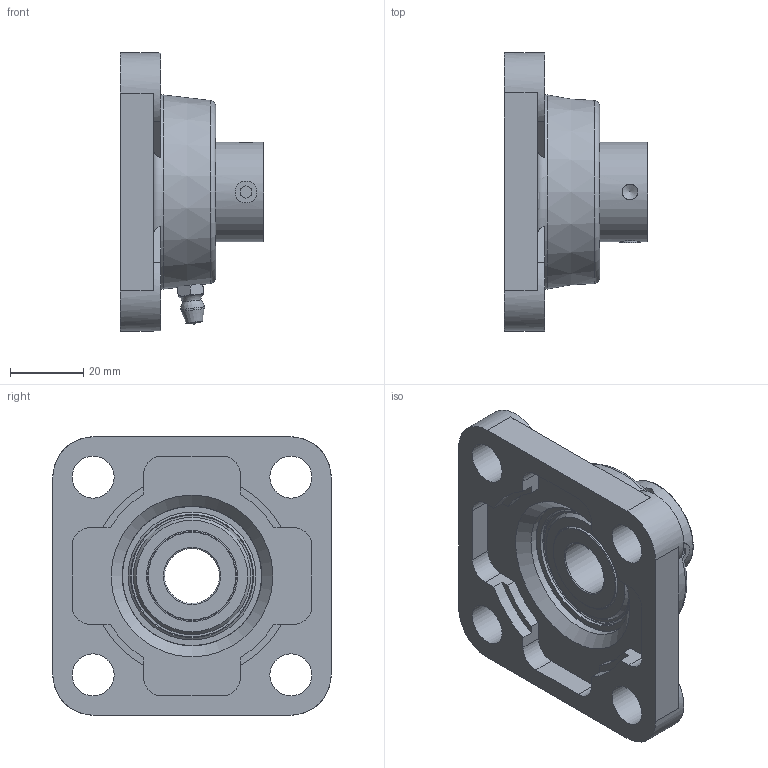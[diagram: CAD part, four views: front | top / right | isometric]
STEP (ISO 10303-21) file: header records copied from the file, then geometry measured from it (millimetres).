
FILE_DESCRIPTION(/* description */ ('STEP AP214'),/* implementation_level */ '2;1');
FILE_NAME(/* name */ 'SKF_FY 15 FM Flanged Bearing.step',/* time_stamp */ '2024-11-15T08:20:30+11:00',/* author */ (''),/* organization */ (''),/* preprocessor_version */ 'ST-DEVELOPER v20',/* originating_system */ 'Autodesk Translation Framework v13.20.0.188',/* authorisation */ '');
FILE_SCHEMA (('AUTOMOTIVE_DESIGN { 1 0 10303 214 3 1 1 }'));
Length unit declared in the file: millimetre
Products named in the file (5): SKF_FY 15 FM; FY 503 M-h; 1/4-28 SAE-LT; YET 203/15-bearing; 15-40-19.1-12-ybrg2-124-6.747-28.5
Assembly tree (11 placements, depth 2):
  SKF_FY 15 FM
    FY 503 M-h
    1/4-28 SAE-LT
    YET 203/15-bearing
    15-40-19.1-12-ybrg2-124-6.747-28.5  x8
Bounding box: 39.1 x 76 x 76 mm (x, y, z)
Volume: 55885.4 mm3; surface area: 33208.9 mm2
Topology: 11 solids, 11 shells, 321 faces, 856 edges, 562 vertices
Faces by surface type: plane 141, cylinder 106, cone 41, torus 17, sphere 15, bspline 1
Full cylindrical faces by diameter (mm): 1.3 x2, 2 x1, 2.6 x1, 3.4 x1, 4.32 x1, 6 x1, 6.35 x1, 6.5 x1, 11.5 x4, 15 x2, 23.2 x1, 24.2 x5, 24.863 x2, 25.194 x2, 27.2 x1, 33.898 x2, 34.897 x2, 38.158 x1, 40 x1
Entity records: 10430 total; most frequent: CARTESIAN_POINT 2172, DIRECTION 1784, ORIENTED_EDGE 1658, EDGE_CURVE 829, AXIS2_PLACEMENT_3D 674, VERTEX_POINT 548, LINE 436, VECTOR 436
